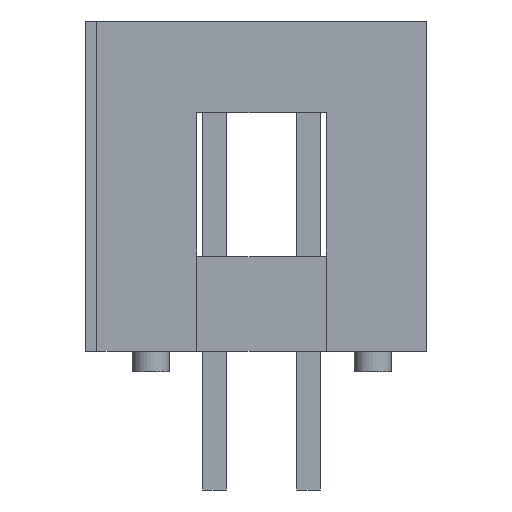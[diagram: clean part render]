
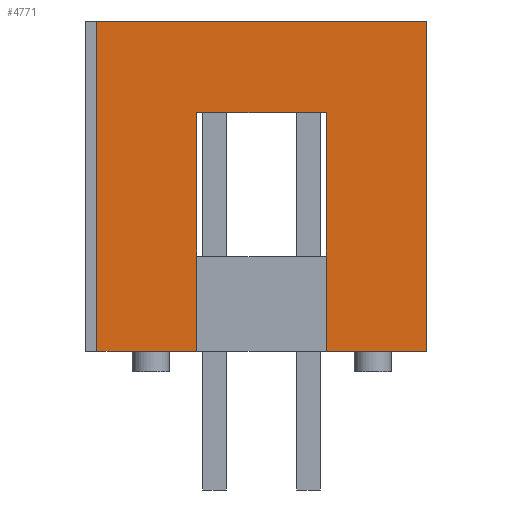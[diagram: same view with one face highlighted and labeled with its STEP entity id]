
A CAD part, left-side view. The second image highlights one B-rep face of the part: STEP entity #4771.
In plain terms, the highlighted planar face has unit normal (-1, 0, 0).
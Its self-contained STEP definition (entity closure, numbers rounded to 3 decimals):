
#3697=CARTESIAN_POINT('',(-10.16,-1.75,7.0));
#3698=VERTEX_POINT('',#3697);
#3705=CARTESIAN_POINT('',(-10.16,1.75,7.0));
#3706=VERTEX_POINT('',#3705);
#3707=CARTESIAN_POINT('',(-10.16,0.,7.0));
#3708=DIRECTION('',(0.0,-1.0,0.0));
#3709=VECTOR('',#3708,1.0);
#3710=LINE('',#3707,#3709);
#3711=EDGE_CURVE('n� 971',#3706,#3698,#3710,.T.);
#3735=CARTESIAN_POINT('',(-10.16,-1.75,0.55));
#3736=VERTEX_POINT('',#3735);
#3743=CARTESIAN_POINT('',(-10.16,-1.75,5.0));
#3744=DIRECTION('',(-0.0,0.0,-1.0));
#3745=VECTOR('',#3744,1.0);
#3746=LINE('',#3743,#3745);
#3747=EDGE_CURVE('n� 970',#3698,#3736,#3746,.T.);
#3759=CARTESIAN_POINT('',(-10.16,1.75,0.55));
#3760=VERTEX_POINT('',#3759);
#3761=CARTESIAN_POINT('',(-10.16,1.75,5.0));
#3762=DIRECTION('',(-0.0,-0.0,1.0));
#3763=VECTOR('',#3762,1.0);
#3764=LINE('',#3761,#3763);
#3765=EDGE_CURVE('n� 964',#3760,#3706,#3764,.T.);
#4256=CARTESIAN_POINT('',(-10.16,4.45,9.45));
#4257=VERTEX_POINT('',#4256);
#4264=CARTESIAN_POINT('',(-10.16,-4.45,9.45));
#4265=VERTEX_POINT('',#4264);
#4266=CARTESIAN_POINT('',(-10.16,0.,9.45));
#4267=DIRECTION('',(0.0,1.0,0.0));
#4268=VECTOR('',#4267,1.0);
#4269=LINE('',#4266,#4268);
#4270=EDGE_CURVE('n� 967',#4265,#4257,#4269,.T.);
#4693=CARTESIAN_POINT('',(-10.16,-4.45,0.55));
#4694=VERTEX_POINT('',#4693);
#4695=CARTESIAN_POINT('',(-10.16,-4.45,5.0));
#4696=DIRECTION('',(0.0,-0.0,1.0));
#4697=VECTOR('',#4696,1.0);
#4698=LINE('',#4695,#4697);
#4699=EDGE_CURVE('n� 968',#4694,#4265,#4698,.T.);
#4739=CARTESIAN_POINT('',(-10.16,4.45,0.55));
#4740=VERTEX_POINT('',#4739);
#4741=CARTESIAN_POINT('',(-10.16,0.15,0.55));
#4742=DIRECTION('',(0.0,1.0,0.0));
#4743=VECTOR('',#4742,1.0);
#4744=LINE('',#4741,#4743);
#4745=EDGE_CURVE('n� 164',#3760,#4740,#4744,.T.);
#4746=ORIENTED_EDGE('',*,*,#4745,.F.);
#4747=ORIENTED_EDGE('',*,*,#3765,.T.);
#4748=ORIENTED_EDGE('',*,*,#3711,.T.);
#4749=ORIENTED_EDGE('',*,*,#3747,.T.);
#4750=CARTESIAN_POINT('',(-10.16,0.15,0.55));
#4751=DIRECTION('',(0.0,1.0,0.0));
#4752=VECTOR('',#4751,1.0);
#4753=LINE('',#4750,#4752);
#4754=EDGE_CURVE('n� 168',#4694,#3736,#4753,.T.);
#4755=ORIENTED_EDGE('',*,*,#4754,.F.);
#4756=ORIENTED_EDGE('',*,*,#4699,.T.);
#4757=ORIENTED_EDGE('',*,*,#4270,.T.);
#4758=CARTESIAN_POINT('',(-10.16,4.45,5.0));
#4759=DIRECTION('',(0.0,0.0,1.0));
#4760=VECTOR('',#4759,1.0);
#4761=LINE('',#4758,#4760);
#4762=EDGE_CURVE('n� 945',#4740,#4257,#4761,.T.);
#4763=ORIENTED_EDGE('',*,*,#4762,.F.);
#4764=EDGE_LOOP('',(#4746,#4747,#4748,#4749,#4755,#4756,#4757,#4763));
#4765=FACE_OUTER_BOUND('',#4764,.T.);
#4766=CARTESIAN_POINT('',(-10.16,4.45,0.55));
#4767=DIRECTION('',(-1.0,0.0,0.0));
#4768=DIRECTION('',(0.0,-1.0,0.0));
#4769=AXIS2_PLACEMENT_3D('',#4766,#4767,#4768);
#4770=PLANE('',#4769);
#4771=ADVANCED_FACE('n� 961',(#4765),#4770,.T.);
